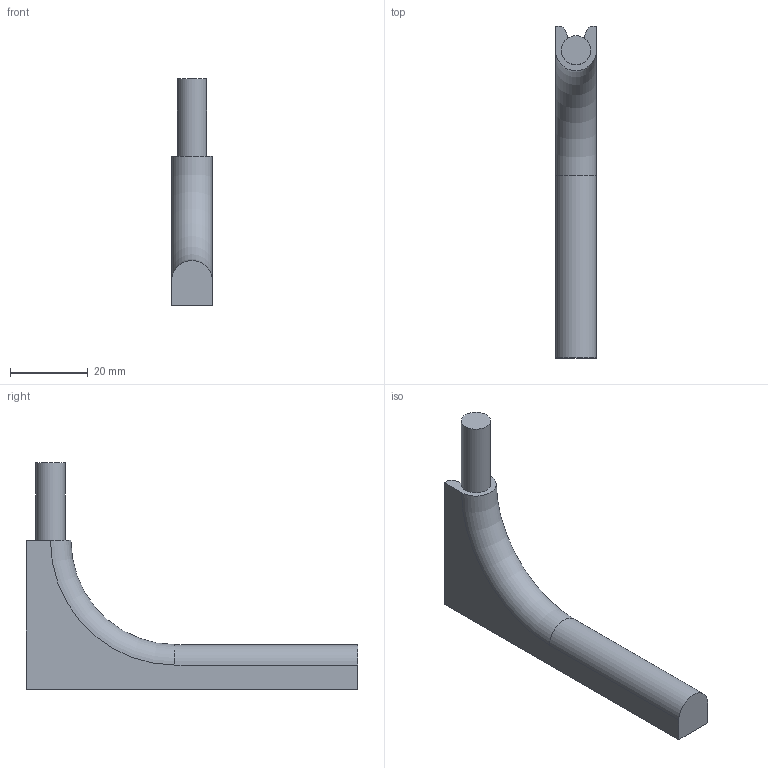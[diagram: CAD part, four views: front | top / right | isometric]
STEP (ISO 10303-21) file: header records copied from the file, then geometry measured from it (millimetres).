
FILE_DESCRIPTION(/* description */ (''),/* implementation_level */ '2;1');
FILE_NAME(/* name */ 'flex pitot cover v5.step',/* time_stamp */ '2020-12-08T19:34:56-08:00',/* author */ (''),/* organization */ (''),/* preprocessor_version */ 'ST-DEVELOPER v18.1',/* originating_system */ 'Autodesk Translation Framework v9.3.0.1241',/* authorisation */ '');
FILE_SCHEMA (('AUTOMOTIVE_DESIGN { 1 0 10303 214 3 1 1 }'));
Length unit declared in the file: millimetre
Products named in the file (1): flex pitot cover
Bounding box: 10.5 x 85.25 x 58.25 mm (x, y, z)
Volume: 11653.6 mm3; surface area: 10192.9 mm2
Topology: 2 solids, 2 shells, 22 faces, 51 edges, 33 vertices
Faces by surface type: plane 13, cylinder 6, torus 3
Full cylindrical faces by diameter (mm): 7.5 x3
Entity records: 679 total; most frequent: DIRECTION 119, CARTESIAN_POINT 107, ORIENTED_EDGE 102, EDGE_CURVE 51, AXIS2_PLACEMENT_3D 45, VERTEX_POINT 33, LINE 29, VECTOR 29
